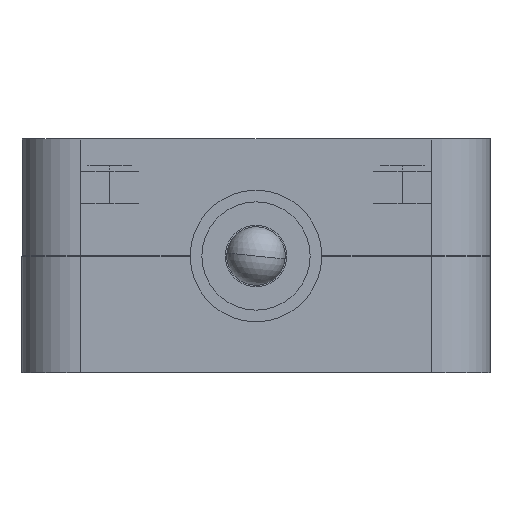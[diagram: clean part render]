
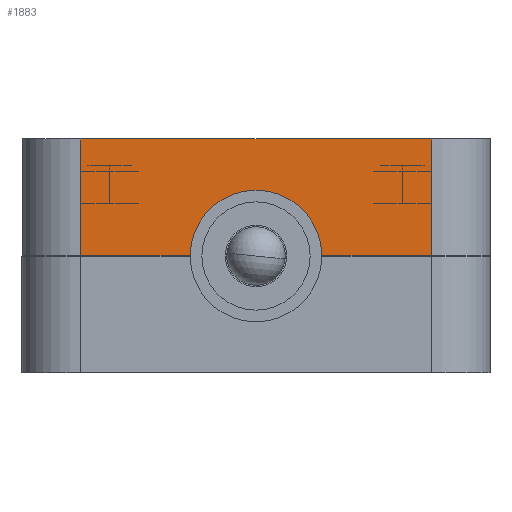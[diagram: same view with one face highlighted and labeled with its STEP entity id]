
A CAD part, front view. The second image highlights one B-rep face of the part: STEP entity #1883.
In plain terms, the highlighted face is planar.
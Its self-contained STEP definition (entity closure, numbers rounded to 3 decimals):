
#140 = EDGE_CURVE ( 'NONE', #5473, #5685, #4517, .T. ) ;
#167 = DIRECTION ( 'NONE',  ( 0., 0., -1. ) ) ;
#188 = VECTOR ( 'NONE', #5938, 1000. ) ;
#315 = LINE ( 'NONE', #1788, #1306 ) ;
#860 = CARTESIAN_POINT ( 'NONE',  ( 6., 0., -12.2 ) ) ;
#906 = EDGE_LOOP ( 'NONE', ( #1951, #2494, #6323, #6121, #1009, #6030 ) ) ;
#931 = VECTOR ( 'NONE', #4034, 1000. ) ;
#1009 = ORIENTED_EDGE ( 'NONE', *, *, #2702, .T. ) ;
#1295 = DIRECTION ( 'NONE',  ( -1., 0., 0. ) ) ;
#1302 = VERTEX_POINT ( 'NONE', #860 ) ;
#1306 = VECTOR ( 'NONE', #2271, 1000. ) ;
#1342 = PLANE ( 'NONE',  #6932 ) ;
#1425 = DIRECTION ( 'NONE',  ( -1., 0., 0. ) ) ;
#1665 = CARTESIAN_POINT ( 'NONE',  ( -6., 4., -12.2 ) ) ;
#1788 = CARTESIAN_POINT ( 'NONE',  ( -6., 4., -12.2 ) ) ;
#1796 = DIRECTION ( 'NONE',  ( 1., 0., 0. ) ) ;
#1872 = CARTESIAN_POINT ( 'NONE',  ( -2.25, 0., -12.2 ) ) ;
#1883 = ADVANCED_FACE ( 'NONE', ( #3371 ), #1342, .T. ) ;
#1951 = ORIENTED_EDGE ( 'NONE', *, *, #3262, .F. ) ;
#2239 = CARTESIAN_POINT ( 'NONE',  ( -8., 0., -12.2 ) ) ;
#2271 = DIRECTION ( 'NONE',  ( 0., 1., 0. ) ) ;
#2494 = ORIENTED_EDGE ( 'NONE', *, *, #140, .F. ) ;
#2574 = CARTESIAN_POINT ( 'NONE',  ( -8., 0., -12.2 ) ) ;
#2702 = EDGE_CURVE ( 'NONE', #6657, #1302, #7577, .T. ) ;
#2777 = CARTESIAN_POINT ( 'NONE',  ( -8., 0., -12.2 ) ) ;
#3262 = EDGE_CURVE ( 'NONE', #5685, #4509, #7572, .T. ) ;
#3371 = FACE_OUTER_BOUND ( 'NONE', #906, .T. ) ;
#3382 = CARTESIAN_POINT ( 'NONE',  ( 6., 0., -12.2 ) ) ;
#3498 = LINE ( 'NONE', #2239, #6021 ) ;
#3996 = CARTESIAN_POINT ( 'NONE',  ( -6., 0., -12.2 ) ) ;
#4034 = DIRECTION ( 'NONE',  ( 0., -1., 0. ) ) ;
#4346 = CARTESIAN_POINT ( 'NONE',  ( 0., 0., -12.2 ) ) ;
#4449 = EDGE_CURVE ( 'NONE', #5888, #6657, #5607, .T. ) ;
#4509 = VERTEX_POINT ( 'NONE', #4913 ) ;
#4517 = LINE ( 'NONE', #2777, #188 ) ;
#4913 = CARTESIAN_POINT ( 'NONE',  ( 2.25, 0., -12.2 ) ) ;
#5330 = CARTESIAN_POINT ( 'NONE',  ( 6., 4., -12.2 ) ) ;
#5473 = VERTEX_POINT ( 'NONE', #3996 ) ;
#5564 = CARTESIAN_POINT ( 'NONE',  ( -8., 4., -12.2 ) ) ;
#5607 = LINE ( 'NONE', #5564, #6581 ) ;
#5685 = VERTEX_POINT ( 'NONE', #1872 ) ;
#5821 = EDGE_CURVE ( 'NONE', #5473, #5888, #315, .T. ) ;
#5888 = VERTEX_POINT ( 'NONE', #1665 ) ;
#5934 = DIRECTION ( 'NONE',  ( 1., 0., 0. ) ) ;
#5938 = DIRECTION ( 'NONE',  ( 1., 0., 0. ) ) ;
#6021 = VECTOR ( 'NONE', #5934, 1000. ) ;
#6030 = ORIENTED_EDGE ( 'NONE', *, *, #7092, .F. ) ;
#6121 = ORIENTED_EDGE ( 'NONE', *, *, #4449, .T. ) ;
#6323 = ORIENTED_EDGE ( 'NONE', *, *, #5821, .T. ) ;
#6581 = VECTOR ( 'NONE', #1796, 1000. ) ;
#6657 = VERTEX_POINT ( 'NONE', #5330 ) ;
#6932 = AXIS2_PLACEMENT_3D ( 'NONE', #2574, #167, #1425 ) ;
#7092 = EDGE_CURVE ( 'NONE', #4509, #1302, #3498, .T. ) ;
#7572 = CIRCLE ( 'NONE', #7826, 2.25 ) ;
#7577 = LINE ( 'NONE', #3382, #931 ) ;
#7826 = AXIS2_PLACEMENT_3D ( 'NONE', #4346, #8005, #1295 ) ;
#8005 = DIRECTION ( 'NONE',  ( 0., 0., -1. ) ) ;
